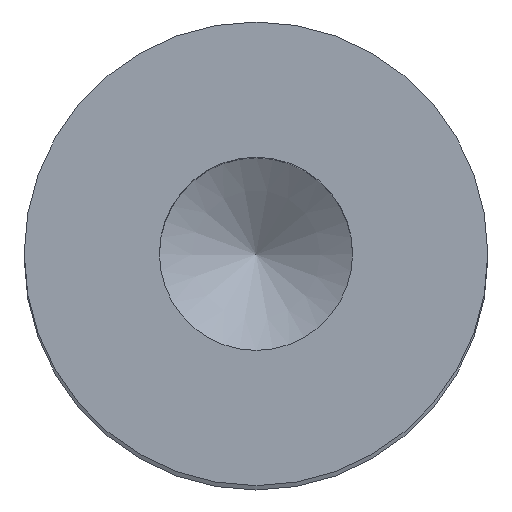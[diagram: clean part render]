
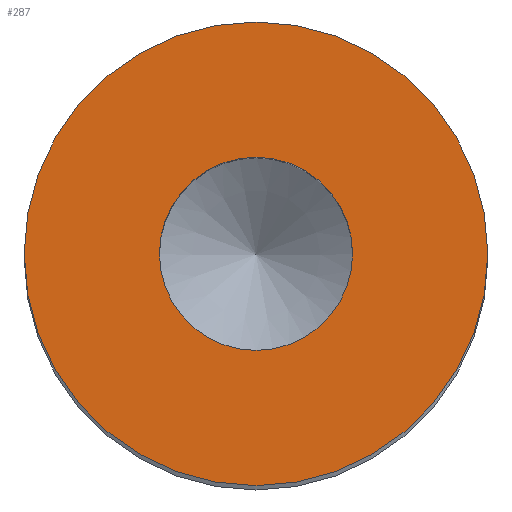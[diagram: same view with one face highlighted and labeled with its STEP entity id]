
A CAD part, top view. The second image highlights one B-rep face of the part: STEP entity #287.
In plain terms, the highlighted planar face has unit normal (0, 0, 1).
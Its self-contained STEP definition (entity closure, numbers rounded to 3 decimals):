
#15=FACE_BOUND('',#73,.T.);
#28=CIRCLE('',#312,2.5);
#37=CIRCLE('',#332,6.);
#54=FACE_OUTER_BOUND('',#72,.T.);
#72=EDGE_LOOP('',(#232));
#73=EDGE_LOOP('',(#233));
#132=VERTEX_POINT('',#453);
#145=VERTEX_POINT('',#498);
#157=EDGE_CURVE('',#132,#132,#28,.T.);
#179=EDGE_CURVE('',#145,#145,#37,.T.);
#232=ORIENTED_EDGE('',*,*,#179,.F.);
#233=ORIENTED_EDGE('',*,*,#157,.T.);
#272=PLANE('',#331);
#287=ADVANCED_FACE('',(#54,#15),#272,.T.);
#312=AXIS2_PLACEMENT_3D('',#454,#360,#361);
#331=AXIS2_PLACEMENT_3D('',#497,#410,#411);
#332=AXIS2_PLACEMENT_3D('',#499,#412,#413);
#360=DIRECTION('center_axis',(0.,0.,-1.));
#361=DIRECTION('ref_axis',(1.,0.,0.));
#410=DIRECTION('center_axis',(0.,0.,1.));
#411=DIRECTION('ref_axis',(1.,0.,0.));
#412=DIRECTION('center_axis',(0.,0.,-1.));
#413=DIRECTION('ref_axis',(1.,0.,0.));
#453=CARTESIAN_POINT('',(-12.5,0.,0.));
#454=CARTESIAN_POINT('Origin',(-10.,0.,0.));
#497=CARTESIAN_POINT('Origin',(-16.,0.,0.));
#498=CARTESIAN_POINT('',(-4.,0.,0.));
#499=CARTESIAN_POINT('Origin',(-10.,0.,0.));
